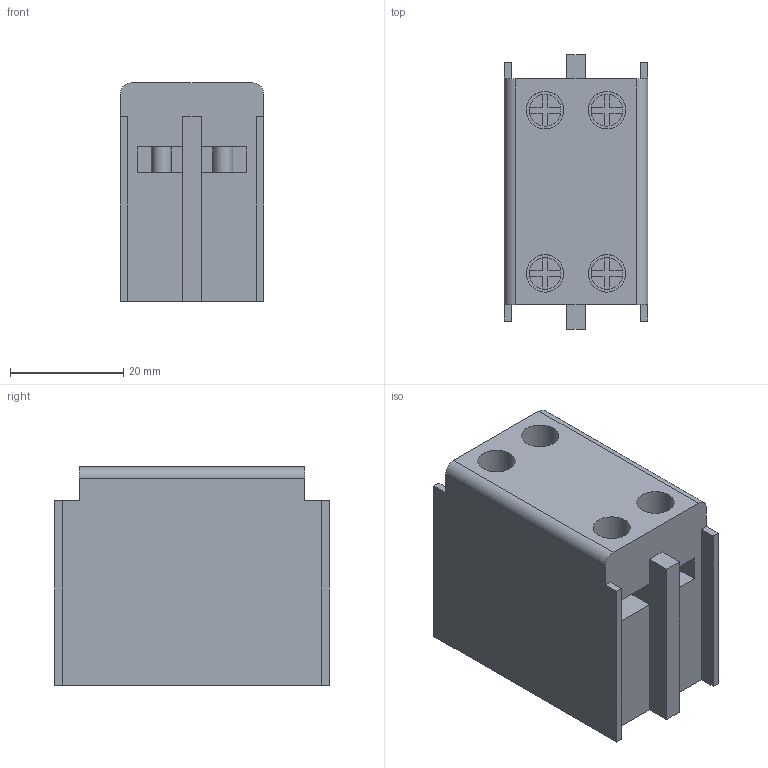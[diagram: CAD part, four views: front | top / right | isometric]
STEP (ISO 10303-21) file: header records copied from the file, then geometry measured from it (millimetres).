
FILE_DESCRIPTION(/* description */ (''),/* implementation_level */ '2;1');
FILE_NAME(/* name */ '100-F_2pol.stp',/* time_stamp */ '2012-07-19T10:38:52+02:00',/* author */ ('rota1'),/* organization */ ('RA'),/* preprocessor_version */ 'ST-DEVELOPER v11',/* originating_system */ 'SIEMENS PLM Software NX 7.5',/* authorisation */ '');
FILE_SCHEMA (('CONFIG_CONTROL_DESIGN'));
Length unit declared in the file: millimetre
Products named in the file (1): 000511_-.001
Bounding box: 25.3 x 48.4 x 38.5 mm (x, y, z)
Volume: 36339.4 mm3; surface area: 11065.6 mm2
Topology: 1 solids, 1 shells, 137 faces, 370 edges, 248 vertices
Faces by surface type: plane 123, cylinder 14
Full cylindrical faces by diameter (mm): 3.5 x4, 5.6 x4, 6.6 x4
Entity records: 4242 total; most frequent: CARTESIAN_POINT 728, ORIENTED_EDGE 700, DIRECTION 682, EDGE_CURVE 350, LINE 294, VECTOR 294, VERTEX_POINT 240, AXIS2_PLACEMENT_3D 194
